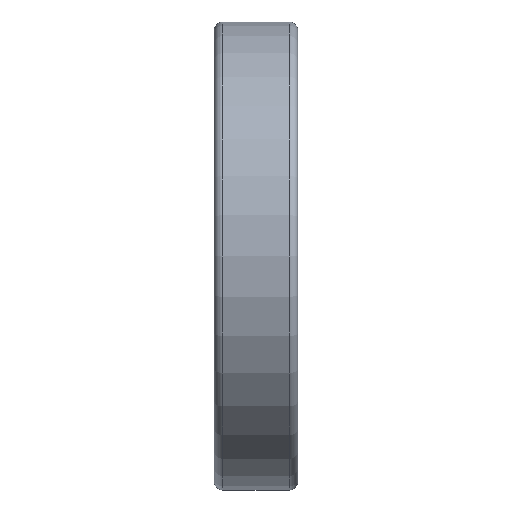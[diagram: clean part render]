
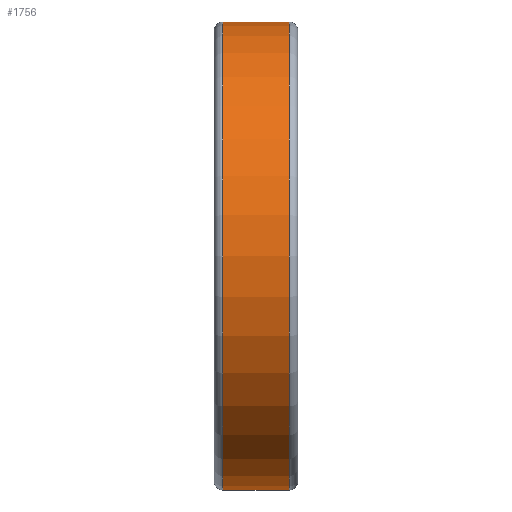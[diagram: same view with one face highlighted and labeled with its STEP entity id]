
A CAD part, left-side view. The second image highlights one B-rep face of the part: STEP entity #1756.
In plain terms, the highlighted cylindrical face has radius 44.45 mm (diameter 88.9 mm), a partial arc.
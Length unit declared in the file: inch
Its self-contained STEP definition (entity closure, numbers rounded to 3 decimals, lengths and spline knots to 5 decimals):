
#42 = CARTESIAN_POINT ( 'NONE',  ( 0., 0., -1.75 ) ) ;
#108 = CARTESIAN_POINT ( 'NONE',  ( 0., 0.5625, 0. ) ) ;
#135 = EDGE_CURVE ( 'NONE', #2118, #4859, #4602, .T. ) ;
#341 = CARTESIAN_POINT ( 'NONE',  ( 0., 0.0625, 0. ) ) ;
#360 = EDGE_CURVE ( 'NONE', #2824, #2118, #3238, .T. ) ;
#408 = CARTESIAN_POINT ( 'NONE',  ( 0., 0.5625, 1.75 ) ) ;
#1017 = ORIENTED_EDGE ( 'NONE', *, *, #4557, .F. ) ;
#1538 = CARTESIAN_POINT ( 'NONE',  ( 0., 0.0625, 1.75 ) ) ;
#1583 = CARTESIAN_POINT ( 'NONE',  ( 0., 0., 1.75 ) ) ;
#1600 = EDGE_CURVE ( 'NONE', #2736, #4859, #5118, .T. ) ;
#1613 = LINE ( 'NONE', #1583, #2975 ) ;
#1687 = ORIENTED_EDGE ( 'NONE', *, *, #360, .T. ) ;
#1746 = ORIENTED_EDGE ( 'NONE', *, *, #1600, .F. ) ;
#1756 = ADVANCED_FACE ( 'NONE', ( #4573 ), #5915, .T. ) ;
#1796 = ORIENTED_EDGE ( 'NONE', *, *, #135, .T. ) ;
#1844 = AXIS2_PLACEMENT_3D ( 'NONE', #3175, #2301, #4149 ) ;
#1872 = DIRECTION ( 'NONE',  ( 0., -1., 0. ) ) ;
#2118 = VERTEX_POINT ( 'NONE', #2559 ) ;
#2301 = DIRECTION ( 'NONE',  ( 0., -1., 0. ) ) ;
#2504 = AXIS2_PLACEMENT_3D ( 'NONE', #341, #2517, #4360 ) ;
#2517 = DIRECTION ( 'NONE',  ( 0., -1., 0. ) ) ;
#2559 = CARTESIAN_POINT ( 'NONE',  ( 0., 0.5625, -1.75 ) ) ;
#2736 = VERTEX_POINT ( 'NONE', #1538 ) ;
#2824 = VERTEX_POINT ( 'NONE', #408 ) ;
#2842 = DIRECTION ( 'NONE',  ( 0., 0., -1. ) ) ;
#2975 = VECTOR ( 'NONE', #5785, 39.37008 ) ;
#3175 = CARTESIAN_POINT ( 'NONE',  ( 0., 0., 0. ) ) ;
#3238 = CIRCLE ( 'NONE', #5274, 1.75 ) ;
#3764 = DIRECTION ( 'NONE',  ( 0., -1., 0. ) ) ;
#4056 = EDGE_LOOP ( 'NONE', ( #1017, #1687, #1796, #1746 ) ) ;
#4149 = DIRECTION ( 'NONE',  ( 0., 0., -1. ) ) ;
#4360 = DIRECTION ( 'NONE',  ( 0., 0., -1. ) ) ;
#4362 = CARTESIAN_POINT ( 'NONE',  ( 0., 0.0625, -1.75 ) ) ;
#4557 = EDGE_CURVE ( 'NONE', #2824, #2736, #1613, .T. ) ;
#4573 = FACE_OUTER_BOUND ( 'NONE', #4056, .T. ) ;
#4602 = LINE ( 'NONE', #42, #5826 ) ;
#4859 = VERTEX_POINT ( 'NONE', #4362 ) ;
#5118 = CIRCLE ( 'NONE', #2504, 1.75 ) ;
#5274 = AXIS2_PLACEMENT_3D ( 'NONE', #108, #3764, #2842 ) ;
#5785 = DIRECTION ( 'NONE',  ( 0., -1., 0. ) ) ;
#5826 = VECTOR ( 'NONE', #1872, 39.37008 ) ;
#5915 = CYLINDRICAL_SURFACE ( 'NONE', #1844, 1.75 ) ;
